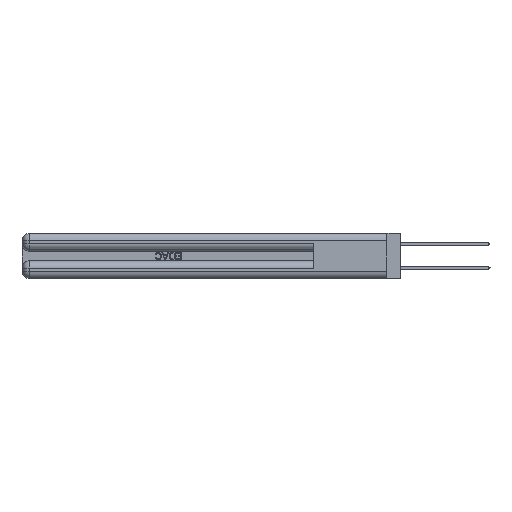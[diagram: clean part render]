
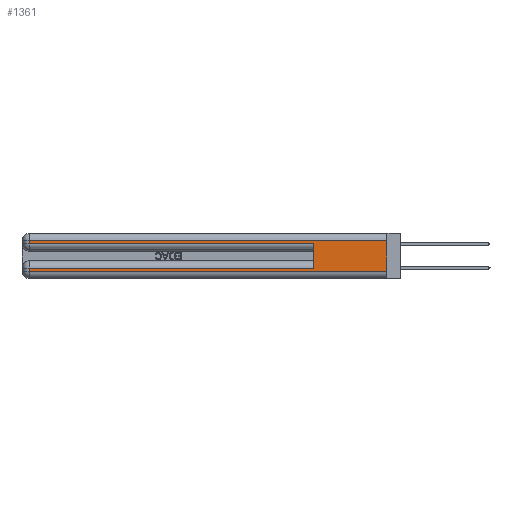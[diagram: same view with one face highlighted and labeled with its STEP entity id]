
A CAD part, left-side view. The second image highlights one B-rep face of the part: STEP entity #1361.
In plain terms, the highlighted planar face has unit normal (-1, 0, 0).
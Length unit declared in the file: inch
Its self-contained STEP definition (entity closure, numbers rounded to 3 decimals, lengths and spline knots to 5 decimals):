
#1361 = ADVANCED_FACE ( 'NONE', ( #8428 ), #40383, .F. ) ;
#2557 = LINE ( 'NONE', #14315, #23801 ) ;
#2643 = EDGE_CURVE ( 'NONE', #37665, #40963, #32513, .T. ) ;
#3670 = DIRECTION ( 'NONE',  ( 0., 1., 0. ) ) ;
#3876 = AXIS2_PLACEMENT_3D ( 'NONE', #32818, #47933, #25470 ) ;
#5543 = ORIENTED_EDGE ( 'NONE', *, *, #2643, .T. ) ;
#6964 = VECTOR ( 'NONE', #18560, 39.37008 ) ;
#7663 = ORIENTED_EDGE ( 'NONE', *, *, #30020, .T. ) ;
#8428 = FACE_OUTER_BOUND ( 'NONE', #33122, .T. ) ;
#8828 = VERTEX_POINT ( 'NONE', #33211 ) ;
#9190 = VERTEX_POINT ( 'NONE', #16752 ) ;
#10234 = VECTOR ( 'NONE', #47381, 39.37008 ) ;
#10956 = DIRECTION ( 'NONE',  ( 0., 1., 0. ) ) ;
#11016 = DIRECTION ( 'NONE',  ( 0., 0., -1. ) ) ;
#11423 = LINE ( 'NONE', #35874, #10234 ) ;
#11809 = CARTESIAN_POINT ( 'NONE',  ( 0., 0., 0.06 ) ) ;
#14315 = CARTESIAN_POINT ( 'NONE',  ( 0., 0., 0.06 ) ) ;
#14624 = LINE ( 'NONE', #14810, #6964 ) ;
#14810 = CARTESIAN_POINT ( 'NONE',  ( 0., 0., 0.37 ) ) ;
#15734 = CARTESIAN_POINT ( 'NONE',  ( 0., 0., 0.31 ) ) ;
#16752 = CARTESIAN_POINT ( 'NONE',  ( 0., 2.94, 0.31 ) ) ;
#17277 = VERTEX_POINT ( 'NONE', #45393 ) ;
#18062 = LINE ( 'NONE', #33474, #38072 ) ;
#18110 = VERTEX_POINT ( 'NONE', #27908 ) ;
#18560 = DIRECTION ( 'NONE',  ( 0., 0., -1. ) ) ;
#18764 = EDGE_CURVE ( 'NONE', #8828, #18110, #11423, .T. ) ;
#20334 = EDGE_CURVE ( 'NONE', #25994, #43868, #14624, .T. ) ;
#21283 = DIRECTION ( 'NONE',  ( 0., 0., 1. ) ) ;
#22128 = EDGE_CURVE ( 'NONE', #25994, #9190, #25033, .T. ) ;
#22496 = CARTESIAN_POINT ( 'NONE',  ( 0., 0., 0.31 ) ) ;
#22733 = CARTESIAN_POINT ( 'NONE',  ( 0., 2.94, 0.37 ) ) ;
#23248 = ORIENTED_EDGE ( 'NONE', *, *, #23330, .T. ) ;
#23330 = EDGE_CURVE ( 'NONE', #40963, #43868, #2557, .T. ) ;
#23801 = VECTOR ( 'NONE', #40600, 39.37008 ) ;
#25033 = LINE ( 'NONE', #22496, #32628 ) ;
#25470 = DIRECTION ( 'NONE',  ( 0., 0., -1. ) ) ;
#25994 = VERTEX_POINT ( 'NONE', #15734 ) ;
#26351 = LINE ( 'NONE', #28684, #35107 ) ;
#26525 = DIRECTION ( 'NONE',  ( 0., 0., -1. ) ) ;
#27908 = CARTESIAN_POINT ( 'NONE',  ( 0., 0.6, 0.285 ) ) ;
#28154 = CARTESIAN_POINT ( 'NONE',  ( 0., 2.94, 0.085 ) ) ;
#28684 = CARTESIAN_POINT ( 'NONE',  ( 0., 0.6, 0.145 ) ) ;
#29250 = LINE ( 'NONE', #22733, #48050 ) ;
#29747 = CARTESIAN_POINT ( 'NONE',  ( 0., 2.94, 0.37 ) ) ;
#30020 = EDGE_CURVE ( 'NONE', #17277, #37665, #18062, .T. ) ;
#31561 = ORIENTED_EDGE ( 'NONE', *, *, #18764, .T. ) ;
#32513 = LINE ( 'NONE', #29747, #41342 ) ;
#32628 = VECTOR ( 'NONE', #3670, 39.37008 ) ;
#32818 = CARTESIAN_POINT ( 'NONE',  ( 0., 0., 0.37 ) ) ;
#32842 = ORIENTED_EDGE ( 'NONE', *, *, #22128, .T. ) ;
#33122 = EDGE_LOOP ( 'NONE', ( #43899, #32842, #39386, #31561, #43220, #7663, #5543, #23248 ) ) ;
#33211 = CARTESIAN_POINT ( 'NONE',  ( 0., 2.94, 0.285 ) ) ;
#33474 = CARTESIAN_POINT ( 'NONE',  ( 0., 0., 0.085 ) ) ;
#35107 = VECTOR ( 'NONE', #21283, 39.37008 ) ;
#35874 = CARTESIAN_POINT ( 'NONE',  ( 0., 0., 0.285 ) ) ;
#37123 = EDGE_CURVE ( 'NONE', #17277, #18110, #26351, .T. ) ;
#37665 = VERTEX_POINT ( 'NONE', #28154 ) ;
#38072 = VECTOR ( 'NONE', #10956, 39.37008 ) ;
#39386 = ORIENTED_EDGE ( 'NONE', *, *, #47351, .T. ) ;
#40383 = PLANE ( 'NONE',  #3876 ) ;
#40600 = DIRECTION ( 'NONE',  ( 0., -1., 0. ) ) ;
#40963 = VERTEX_POINT ( 'NONE', #46362 ) ;
#41342 = VECTOR ( 'NONE', #11016, 39.37008 ) ;
#43220 = ORIENTED_EDGE ( 'NONE', *, *, #37123, .F. ) ;
#43868 = VERTEX_POINT ( 'NONE', #11809 ) ;
#43899 = ORIENTED_EDGE ( 'NONE', *, *, #20334, .F. ) ;
#45393 = CARTESIAN_POINT ( 'NONE',  ( 0., 0.6, 0.085 ) ) ;
#46362 = CARTESIAN_POINT ( 'NONE',  ( 0., 2.94, 0.06 ) ) ;
#47351 = EDGE_CURVE ( 'NONE', #9190, #8828, #29250, .T. ) ;
#47381 = DIRECTION ( 'NONE',  ( 0., -1., 0. ) ) ;
#47933 = DIRECTION ( 'NONE',  ( 1., 0., 0. ) ) ;
#48050 = VECTOR ( 'NONE', #26525, 39.37008 ) ;
